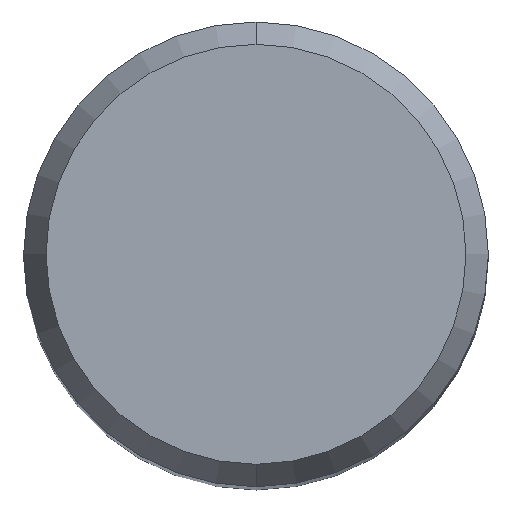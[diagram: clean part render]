
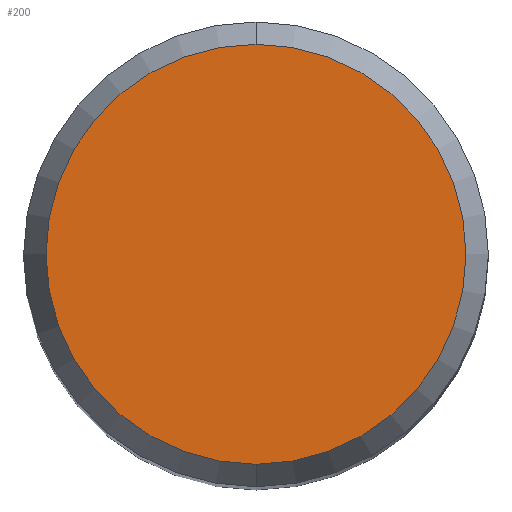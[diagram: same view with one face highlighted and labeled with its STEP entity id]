
A CAD part, top view. The second image highlights one B-rep face of the part: STEP entity #200.
In plain terms, the highlighted planar face has unit normal (0, 0, 1).
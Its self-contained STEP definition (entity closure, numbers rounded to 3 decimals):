
#128=EDGE_CURVE('',#186,#180,#269,.T.);
#170=EDGE_CURVE('',#180,#186,#317,.T.);
#180=VERTEX_POINT('',#327);
#186=VERTEX_POINT('',#333);
#200=ADVANCED_FACE('',(#348),#349,.T.);
#269=CIRCLE('',#427,4.304);
#317=CIRCLE('',#484,4.304);
#327=CARTESIAN_POINT('',(0.,-4.304,0.01));
#333=CARTESIAN_POINT('',(0.0,4.304,0.01));
#348=FACE_OUTER_BOUND('',#527,.T.);
#349=PLANE('',#528);
#427=AXIS2_PLACEMENT_3D('',#590,#591,#592);
#484=AXIS2_PLACEMENT_3D('',#662,#663,#664);
#527=EDGE_LOOP('',(#685,#686));
#528=AXIS2_PLACEMENT_3D('',#687,#688,#689);
#590=CARTESIAN_POINT('',(0.0,0.0,0.01));
#591=DIRECTION('',(0.0,0.0,-1.0));
#592=DIRECTION('',(0.0,1.0,0.0));
#662=CARTESIAN_POINT('',(0.0,0.0,0.01));
#663=DIRECTION('',(0.0,0.0,-1.0));
#664=DIRECTION('',(0.0,1.0,0.0));
#685=ORIENTED_EDGE('',*,*,#128,.F.);
#686=ORIENTED_EDGE('',*,*,#170,.F.);
#687=CARTESIAN_POINT('',(0.0,2.152,0.01));
#688=DIRECTION('',(-0.0,0.0,1.0));
#689=DIRECTION('',(0.0,-1.0,0.0));
